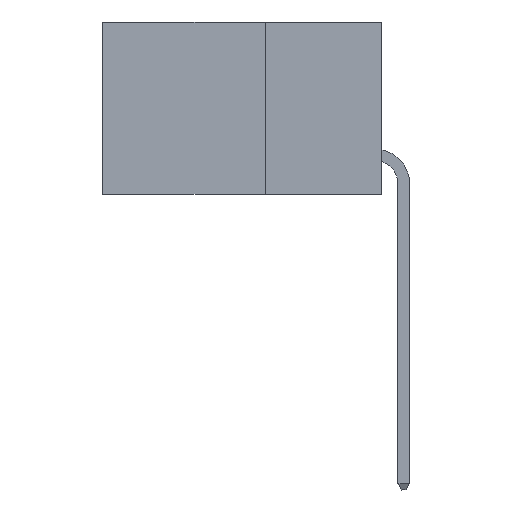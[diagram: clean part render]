
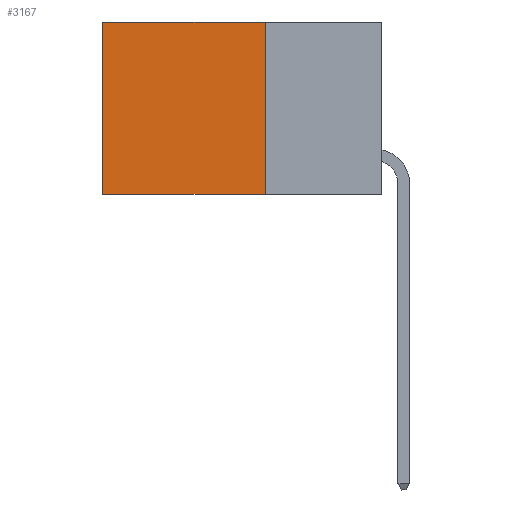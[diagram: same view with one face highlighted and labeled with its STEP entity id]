
A CAD part, left-side view. The second image highlights one B-rep face of the part: STEP entity #3167.
In plain terms, the highlighted planar face has unit normal (-1, 0, 0).
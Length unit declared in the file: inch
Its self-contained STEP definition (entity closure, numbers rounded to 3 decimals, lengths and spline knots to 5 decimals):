
#16 = LINE ( 'NONE', #3390, #20842 ) ;
#41 = FACE_OUTER_BOUND ( 'NONE', #21942, .T. ) ;
#152 = ORIENTED_EDGE ( 'NONE', *, *, #23401, .T. ) ;
#952 = AXIS2_PLACEMENT_3D ( 'NONE', #9672, #17786, #5734 ) ;
#1629 = DIRECTION ( 'NONE',  ( 0., 0., -1. ) ) ;
#1646 = PLANE ( 'NONE',  #952 ) ;
#2027 = VERTEX_POINT ( 'NONE', #9594 ) ;
#2777 = VERTEX_POINT ( 'NONE', #8491 ) ;
#3167 = ADVANCED_FACE ( 'NONE', ( #41 ), #1646, .F. ) ;
#3390 = CARTESIAN_POINT ( 'NONE',  ( 0.2875, 0.25, 0. ) ) ;
#4394 = ORIENTED_EDGE ( 'NONE', *, *, #7656, .F. ) ;
#5715 = DIRECTION ( 'NONE',  ( 0., 0., -1. ) ) ;
#5734 = DIRECTION ( 'NONE',  ( 0., 0., -1. ) ) ;
#6451 = VERTEX_POINT ( 'NONE', #11659 ) ;
#7656 = EDGE_CURVE ( 'NONE', #2027, #24867, #21638, .T. ) ;
#8431 = EDGE_CURVE ( 'NONE', #6451, #24867, #24736, .T. ) ;
#8491 = CARTESIAN_POINT ( 'NONE',  ( 0.2875, 0.25, 0. ) ) ;
#9594 = CARTESIAN_POINT ( 'NONE',  ( 0.2875, 0.25, -0.37 ) ) ;
#9672 = CARTESIAN_POINT ( 'NONE',  ( 0.2875, 0.25, 0. ) ) ;
#10034 = LINE ( 'NONE', #23795, #14063 ) ;
#10197 = VECTOR ( 'NONE', #23741, 39.37008 ) ;
#10565 = ORIENTED_EDGE ( 'NONE', *, *, #8431, .T. ) ;
#10842 = EDGE_CURVE ( 'NONE', #2777, #2027, #10034, .T. ) ;
#11659 = CARTESIAN_POINT ( 'NONE',  ( 0.2875, 0.6, 0. ) ) ;
#13749 = ORIENTED_EDGE ( 'NONE', *, *, #10842, .F. ) ;
#13894 = VECTOR ( 'NONE', #5715, 39.37008 ) ;
#14063 = VECTOR ( 'NONE', #1629, 39.37008 ) ;
#17786 = DIRECTION ( 'NONE',  ( 1., 0., 0. ) ) ;
#19529 = DIRECTION ( 'NONE',  ( 0., 1., 0. ) ) ;
#19771 = CARTESIAN_POINT ( 'NONE',  ( 0.2875, 0.6, 0. ) ) ;
#20842 = VECTOR ( 'NONE', #19529, 39.37008 ) ;
#21638 = LINE ( 'NONE', #21724, #10197 ) ;
#21724 = CARTESIAN_POINT ( 'NONE',  ( 0.2875, 0.25, -0.37 ) ) ;
#21942 = EDGE_LOOP ( 'NONE', ( #10565, #4394, #13749, #152 ) ) ;
#23401 = EDGE_CURVE ( 'NONE', #2777, #6451, #16, .T. ) ;
#23741 = DIRECTION ( 'NONE',  ( 0., 1., 0. ) ) ;
#23795 = CARTESIAN_POINT ( 'NONE',  ( 0.2875, 0.25, 0. ) ) ;
#24736 = LINE ( 'NONE', #19771, #13894 ) ;
#24867 = VERTEX_POINT ( 'NONE', #26003 ) ;
#26003 = CARTESIAN_POINT ( 'NONE',  ( 0.2875, 0.6, -0.37 ) ) ;
